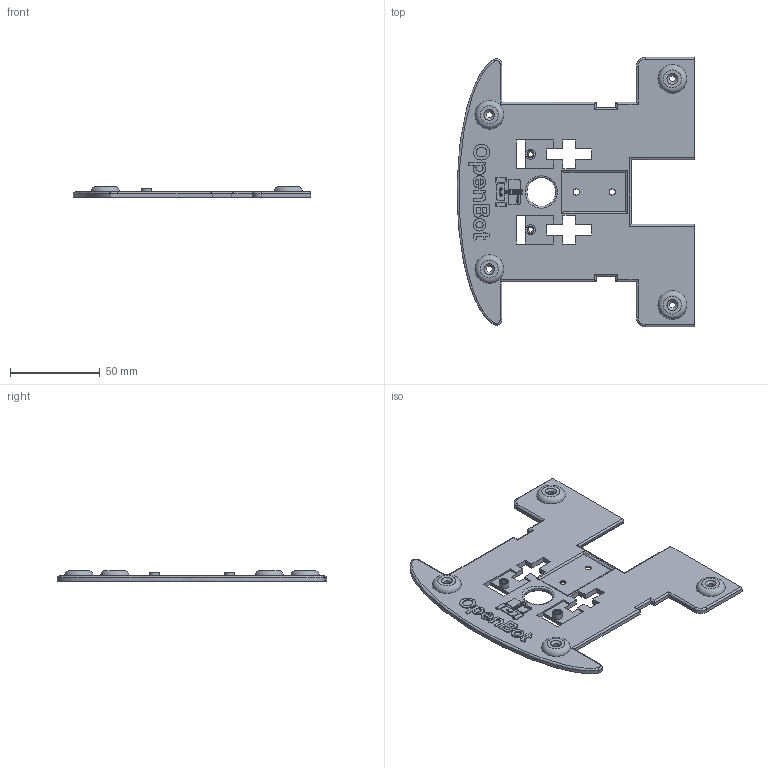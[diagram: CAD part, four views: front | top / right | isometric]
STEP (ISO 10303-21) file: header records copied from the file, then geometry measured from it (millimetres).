
FILE_DESCRIPTION(/* description */ (''),/* implementation_level */ '2;1');
FILE_NAME(/* name */ '5f6781cbad068c120b7515a1',/* time_stamp */ '2020-09-20T16:22:36+00:00',/* author */ (''),/* organization */ (''),/* preprocessor_version */ 'ST-DEVELOPER v16.7',/* originating_system */ $,/* authorisation */ $);
FILE_SCHEMA (('AUTOMOTIVE_DESIGN {1 0 10303 214 3 1 1}'));
Length unit declared in the file: metre
Products named in the file (1): openbot_top_A
Bounding box: 132.58 x 150 x 6 mm (x, y, z)
Volume: 38747.9 mm3; surface area: 30240.7 mm2
Topology: 1 solids, 1 shells, 502 faces, 1366 edges, 900 vertices
Faces by surface type: plane 203, cylinder 148, bspline 129, torus 16, cone 6
Full cylindrical faces by diameter (mm): 2.8 x2, 3.4 x4, 3.5 x2, 5.4 x2, 12.2 x4, 16 x1
Entity records: 16481 total; most frequent: CARTESIAN_POINT 4844, ORIENTED_EDGE 2654, DIRECTION 2069, EDGE_CURVE 1327, VERTEX_POINT 894, AXIS2_PLACEMENT_3D 730, LINE 609, VECTOR 609
